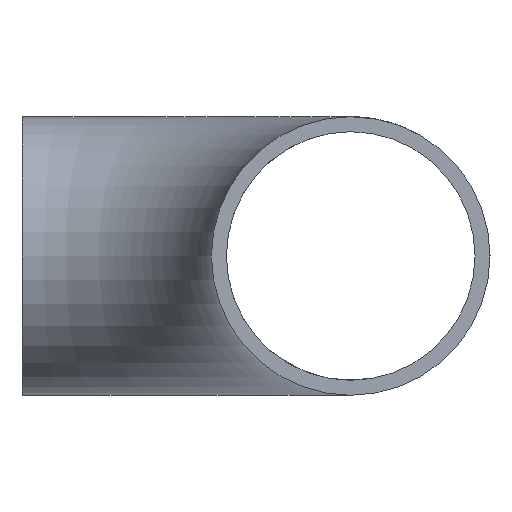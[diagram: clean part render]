
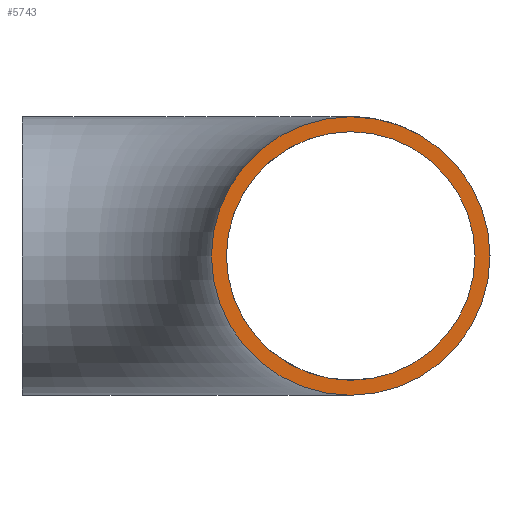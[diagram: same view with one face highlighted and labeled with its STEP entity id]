
A CAD part, left-side view. The second image highlights one B-rep face of the part: STEP entity #5743.
In plain terms, the highlighted planar face has unit normal (-1, 0, 0).
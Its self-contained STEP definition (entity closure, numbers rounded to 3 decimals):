
#117 = ORIENTED_EDGE ( 'NONE', *, *, #11220, .T. ) ;
#430 = DIRECTION ( 'NONE',  ( 1., 0., 0. ) ) ;
#540 = ORIENTED_EDGE ( 'NONE', *, *, #6614, .F. ) ;
#541 = EDGE_LOOP ( 'NONE', ( #3898, #540 ) ) ;
#1196 = AXIS2_PLACEMENT_3D ( 'NONE', #4999, #430, #2093 ) ;
#1441 = DIRECTION ( 'NONE',  ( 0., 0., -1. ) ) ;
#1520 = DIRECTION ( 'NONE',  ( 1., 0., 0. ) ) ;
#2093 = DIRECTION ( 'NONE',  ( 0., 0., -1. ) ) ;
#3830 = AXIS2_PLACEMENT_3D ( 'NONE', #16760, #4079, #1441 ) ;
#3898 = ORIENTED_EDGE ( 'NONE', *, *, #14931, .F. ) ;
#4079 = DIRECTION ( 'NONE',  ( 1., 0., 0. ) ) ;
#4102 = DIRECTION ( 'NONE',  ( 0., 0., -1. ) ) ;
#4285 = PLANE ( 'NONE',  #14788 ) ;
#4622 = CARTESIAN_POINT ( 'NONE',  ( 0., 0., 0. ) ) ;
#4726 = CARTESIAN_POINT ( 'NONE',  ( 0., 0., -21.55 ) ) ;
#4999 = CARTESIAN_POINT ( 'NONE',  ( 0., 0., 0. ) ) ;
#5313 = CIRCLE ( 'NONE', #3830, 24.15 ) ;
#5743 = ADVANCED_FACE ( 'NONE', ( #16876, #12505 ), #4285, .F. ) ;
#6066 = AXIS2_PLACEMENT_3D ( 'NONE', #9405, #14935, #14504 ) ;
#6337 = VERTEX_POINT ( 'NONE', #6917 ) ;
#6614 = EDGE_CURVE ( 'NONE', #13703, #6337, #5313, .T. ) ;
#6917 = CARTESIAN_POINT ( 'NONE',  ( 0., 0., -24.15 ) ) ;
#8625 = VERTEX_POINT ( 'NONE', #4726 ) ;
#9035 = CARTESIAN_POINT ( 'NONE',  ( 0., 0., 24.15 ) ) ;
#9395 = EDGE_LOOP ( 'NONE', ( #117, #10133 ) ) ;
#9405 = CARTESIAN_POINT ( 'NONE',  ( 0., 0., 0. ) ) ;
#10133 = ORIENTED_EDGE ( 'NONE', *, *, #13042, .T. ) ;
#10612 = CARTESIAN_POINT ( 'NONE',  ( 0., 0., 21.55 ) ) ;
#11220 = EDGE_CURVE ( 'NONE', #14447, #8625, #14096, .T. ) ;
#11371 = CARTESIAN_POINT ( 'NONE',  ( 0., 0., 0. ) ) ;
#11524 = DIRECTION ( 'NONE',  ( 0., 0., -1. ) ) ;
#11627 = CIRCLE ( 'NONE', #15493, 24.15 ) ;
#12505 = FACE_OUTER_BOUND ( 'NONE', #541, .T. ) ;
#12694 = DIRECTION ( 'NONE',  ( 1., 0., 0. ) ) ;
#13042 = EDGE_CURVE ( 'NONE', #8625, #14447, #16116, .T. ) ;
#13703 = VERTEX_POINT ( 'NONE', #9035 ) ;
#14096 = CIRCLE ( 'NONE', #6066, 21.55 ) ;
#14447 = VERTEX_POINT ( 'NONE', #10612 ) ;
#14504 = DIRECTION ( 'NONE',  ( 0., 0., -1. ) ) ;
#14788 = AXIS2_PLACEMENT_3D ( 'NONE', #11371, #12694, #4102 ) ;
#14931 = EDGE_CURVE ( 'NONE', #6337, #13703, #11627, .T. ) ;
#14935 = DIRECTION ( 'NONE',  ( 1., 0., 0. ) ) ;
#15493 = AXIS2_PLACEMENT_3D ( 'NONE', #4622, #1520, #11524 ) ;
#16116 = CIRCLE ( 'NONE', #1196, 21.55 ) ;
#16760 = CARTESIAN_POINT ( 'NONE',  ( 0., 0., 0. ) ) ;
#16876 = FACE_BOUND ( 'NONE', #9395, .T. ) ;
